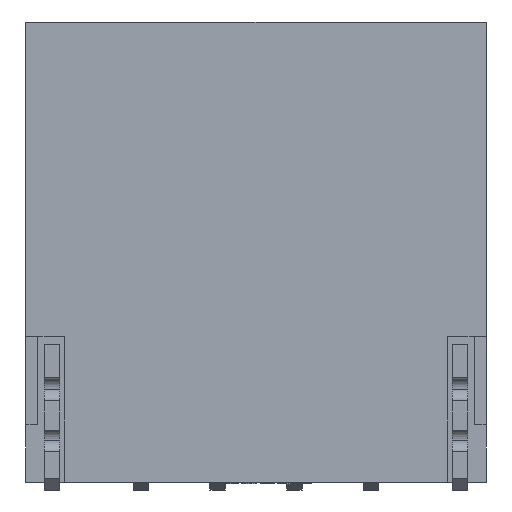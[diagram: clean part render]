
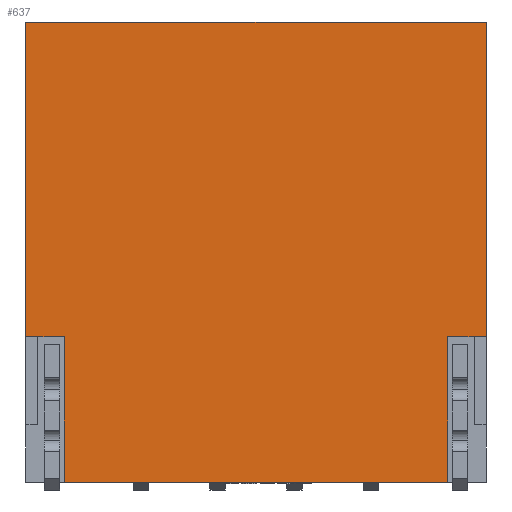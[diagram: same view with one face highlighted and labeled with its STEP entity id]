
A CAD part, front view. The second image highlights one B-rep face of the part: STEP entity #637.
In plain terms, the highlighted planar face has unit normal (0, -1, 0).
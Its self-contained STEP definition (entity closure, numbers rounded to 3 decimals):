
#637=ADVANCED_FACE('',(#1540),#1541,.T.);
#1540=FACE_OUTER_BOUND('',#2716,.T.);
#1541=PLANE('',#2717);
#2716=EDGE_LOOP('',(#4582,#4583,#4584,#4585,#4586,#4587,#4588,#4589));
#2717=AXIS2_PLACEMENT_3D('',#4590,#4591,#4592);
#4582=ORIENTED_EDGE('',*,*,#7295,.T.);
#4583=ORIENTED_EDGE('',*,*,#7626,.T.);
#4584=ORIENTED_EDGE('',*,*,#7629,.F.);
#4585=ORIENTED_EDGE('',*,*,#7614,.T.);
#4586=ORIENTED_EDGE('',*,*,#7630,.F.);
#4587=ORIENTED_EDGE('',*,*,#7540,.F.);
#4588=ORIENTED_EDGE('',*,*,#7631,.T.);
#4589=ORIENTED_EDGE('',*,*,#7632,.F.);
#4590=CARTESIAN_POINT('',(-3.0,-2.2,0.0));
#4591=DIRECTION('',(0.0,-1.0,0.0));
#4592=DIRECTION('',(1.0,0.0,0.0));
#7295=EDGE_CURVE('',#8836,#8834,#8837,.T.);
#7540=EDGE_CURVE('',#9170,#9172,#9173,.T.);
#7614=EDGE_CURVE('',#9285,#9283,#9286,.T.);
#7626=EDGE_CURVE('',#8834,#9304,#9305,.T.);
#7629=EDGE_CURVE('',#9285,#9304,#9308,.T.);
#7630=EDGE_CURVE('',#9172,#9283,#9309,.T.);
#7631=EDGE_CURVE('',#9170,#9310,#9311,.T.);
#7632=EDGE_CURVE('',#8836,#9310,#9312,.T.);
#8834=VERTEX_POINT('',#11070);
#8836=VERTEX_POINT('',#11073);
#8837=LINE('',#11074,#11075);
#9170=VERTEX_POINT('',#11574);
#9172=VERTEX_POINT('',#11577);
#9173=LINE('',#11578,#11579);
#9283=VERTEX_POINT('',#11743);
#9285=VERTEX_POINT('',#11746);
#9286=LINE('',#11747,#11748);
#9304=VERTEX_POINT('',#11775);
#9305=LINE('',#11776,#11777);
#9308=LINE('',#11781,#11782);
#9309=LINE('',#11783,#11784);
#9310=VERTEX_POINT('',#11785);
#9311=LINE('',#11786,#11787);
#9312=LINE('',#11788,#11789);
#11070=CARTESIAN_POINT('',(2.5,-2.2,0.0));
#11073=CARTESIAN_POINT('',(-2.5,-2.2,0.0));
#11074=CARTESIAN_POINT('',(-2.5,-2.2,0.0));
#11075=VECTOR('',#13939,1.0);
#11574=CARTESIAN_POINT('',(-3.0,-2.2,1.9));
#11577=CARTESIAN_POINT('',(-3.0,-2.2,6.0));
#11578=CARTESIAN_POINT('',(-3.0,-2.2,1.9));
#11579=VECTOR('',#14107,1.0);
#11743=CARTESIAN_POINT('',(3.0,-2.2,6.0));
#11746=CARTESIAN_POINT('',(3.0,-2.2,1.9));
#11747=CARTESIAN_POINT('',(3.0,-2.2,1.9));
#11748=VECTOR('',#14163,1.0);
#11775=CARTESIAN_POINT('',(2.5,-2.2,1.9));
#11776=CARTESIAN_POINT('',(2.5,-2.2,0.0));
#11777=VECTOR('',#14173,1.0);
#11781=CARTESIAN_POINT('',(3.0,-2.2,1.9));
#11782=VECTOR('',#14175,1.0);
#11783=CARTESIAN_POINT('',(-3.0,-2.2,6.0));
#11784=VECTOR('',#14176,1.0);
#11785=CARTESIAN_POINT('',(-2.5,-2.2,1.9));
#11786=CARTESIAN_POINT('',(-3.0,-2.2,1.9));
#11787=VECTOR('',#14177,1.0);
#11788=CARTESIAN_POINT('',(-2.5,-2.2,0.0));
#11789=VECTOR('',#14178,1.0);
#13939=DIRECTION('',(1.0,0.0,0.0));
#14107=DIRECTION('',(0.0,0.0,1.0));
#14163=DIRECTION('',(0.0,0.0,1.0));
#14173=DIRECTION('',(0.0,0.0,1.0));
#14175=DIRECTION('',(-1.0,0.0,0.0));
#14176=DIRECTION('',(1.0,0.0,0.0));
#14177=DIRECTION('',(1.0,0.0,0.0));
#14178=DIRECTION('',(0.0,0.0,1.0));
